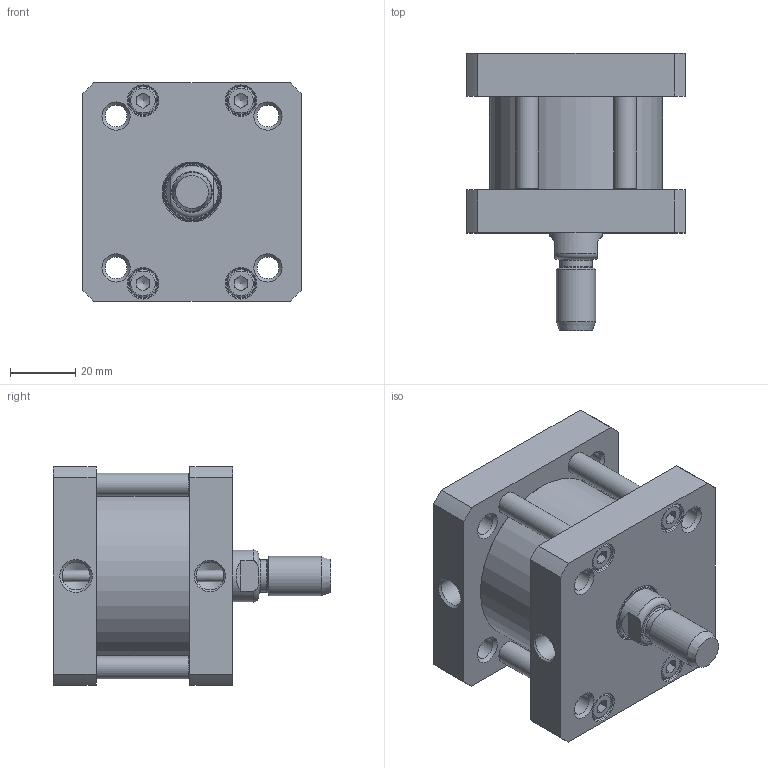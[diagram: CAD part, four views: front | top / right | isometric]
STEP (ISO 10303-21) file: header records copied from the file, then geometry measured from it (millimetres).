
FILE_DESCRIPTION((''),'2;1');
FILE_NAME('XDM050.010.GS.M.stp','2014-03-18T09:11:52',('carlo.corazza'),(''),'Autodesk Inventor 2012','Autodesk Inventor 2012','');
FILE_SCHEMA(('AUTOMOTIVE_DESIGN { 1 0 10303 214 1 1 1 1 }'));
Length unit declared in the file: millimetre
Products named in the file (6): XDM050..GS.M; CORPO-010; STELO-010; TA; TIRANTE-010; TP
Assembly tree (8 placements, depth 2):
  XDM050..GS.M
    CORPO-010
    STELO-010
    TA
    TIRANTE-010  x4
    TP
Bounding box: 67 x 85 x 67 mm (x, y, z)
Volume: 128300.4 mm3; surface area: 47995.7 mm2
Topology: 8 solids, 17 shells, 263 faces, 583 edges, 364 vertices
Faces by surface type: plane 104, cone 82, cylinder 63, torus 14
Full cylindrical faces by diameter (mm): 3.5 x2, 4.134 x4, 5.9 x8, 6.647 x9, 7 x4, 8.5 x8, 8.566 x2, 9 x8, 10 x1, 12 x1, 16 x1, 16.54 x1, 17.7 x1, 18 x1, 20.32 x1, 20.5 x1, 50 x1, 53 x1
Entity records: 6293 total; most frequent: CARTESIAN_POINT 1199, DIRECTION 1006, ORIENTED_EDGE 742, AXIS2_PLACEMENT_3D 436, EDGE_LOOP 424, EDGE_CURVE 371, VERTEX_POINT 303, STYLED_ITEM 244
